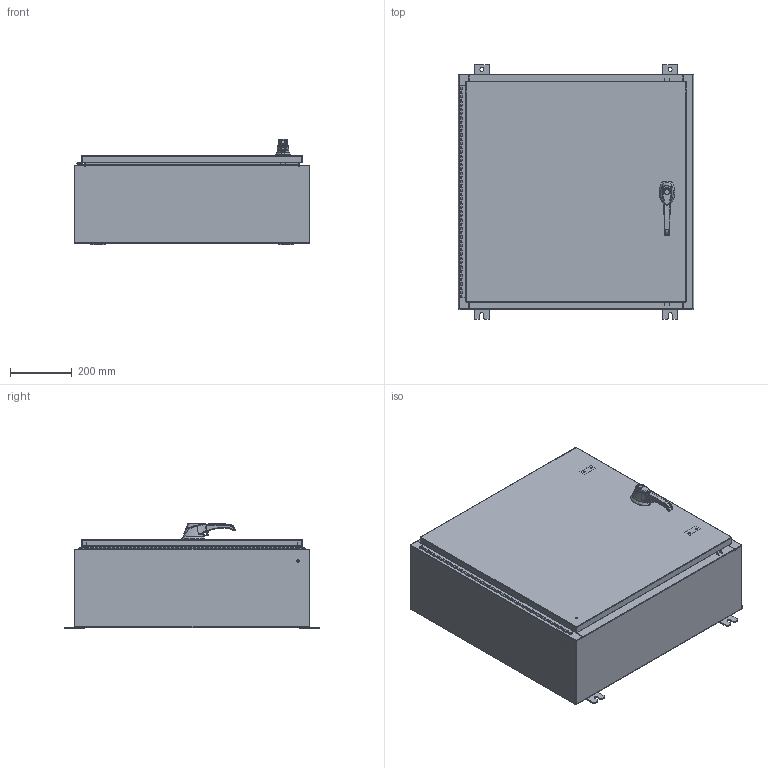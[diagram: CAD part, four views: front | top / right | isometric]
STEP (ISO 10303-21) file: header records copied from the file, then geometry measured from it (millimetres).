
FILE_DESCRIPTION (( 'STEP AP203' ), '1' );
FILE_NAME ('N30H3010SSWP3PT-.STEP', '2023-03-10T15:57:56', ( '' ), ( '' ), 'SwSTEP 2.0', 'SolidWorks 2022', '' );
FILE_SCHEMA (( 'CONFIG_CONTROL_DESIGN' ));
Length unit declared in the file: inch
Products named in the file (31): N30H3010SSWP3PT-; 012103_012102; g26103103_26163303; 00005310_26163101; 033060_032151; N30H3010SSWP3PT- 263033_Industrilas; N30H3010SSWP3PT- Bottom; N30H3010SSWP3PT- Hinge Cover Side; 10_30 CD Stud; 022151; N30H3010SSWP3PT- Defeater Handle - 3 - 2500-51 ZN; N30H3010SSWP3PT- Defeater Handle Rod; N30H3010SSWP3PT- Backpanel; 00005090; N30H3010SSWP3PT- Hinge Enclosure Side2; NMP-SS-RODGUIDES; 26133107; 2616310101; 297025; Quarter-20 CD Stud; N30H3010SSWP3PT- Mounting Feet; N30H3010SSWP3PT- Top; N30H3010SSWP3PT- Cover; N30H3010SSWP3PT- Body; 21130102; N30H3010SSWP3PT Back Stiffener_DefaultSM-FLAT-PATTERN; 120006 (RSL_TM_001) REV-4-- 125 Pin Hinge; 00005309_G26103101; 26161102; N30H3010SSWP3PT- Mounting Studs; 297026
Assembly tree (43 placements, depth 4):
  N30H3010SSWP3PT-
    N30H3010SSWP3PT- Backpanel
    N30H3010SSWP3PT- Mounting Studs  x4
    120006 (RSL_TM_001) REV-4-- 125 Pin Hinge
      N30H3010SSWP3PT- Hinge Enclosure Side2
      N30H3010SSWP3PT- Hinge Cover Side
    N30H3010SSWP3PT- Mounting Feet  x4
    Quarter-20 CD Stud  x2
    N30H3010SSWP3PT- 263033_Industrilas
      26161102
      297026
      21130102
      00005090
      g26103103_26163303
      033060_032151  x2
      297025
      012103_012102
      00005310_26163101
        00005309_G26103101
        2616310101
      26133107
      022151
    N30H3010SSWP3PT- Defeater Handle - 3 - 2500-51 ZN
    NMP-SS-RODGUIDES  x2
    10_30 CD Stud  x4
    N30H3010SSWP3PT- Defeater Handle Rod  x2
    N30H3010SSWP3PT- Cover
    N30H3010SSWP3PT- Body
    N30H3010SSWP3PT- Bottom
    N30H3010SSWP3PT- Top
    N30H3010SSWP3PT Back Stiffener_DefaultSM-FLAT-PATTERN
Bounding box: 762 x 825.5 x 343.17 mm (x, y, z)
Volume: 5736096.9 mm3; surface area: 5595778.5 mm2
Topology: 39 solids, 41 shells, 2779 faces, 6922 edges, 4244 vertices
Faces by surface type: cylinder 1025, plane 1020, bspline 367, cone 319, torus 48
Entity records: 123353 total; most frequent: CARTESIAN_POINT 61563, ORIENTED_EDGE 12738, DIRECTION 11278, EDGE_CURVE 6370, AXIS2_PLACEMENT_3D 4128, VERTEX_POINT 3914, LINE 3022, VECTOR 3022
